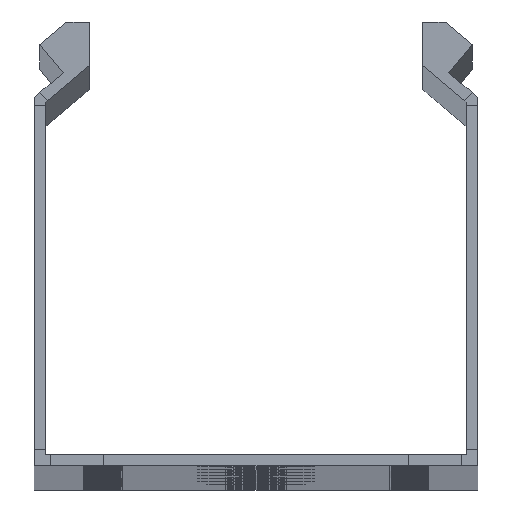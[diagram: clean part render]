
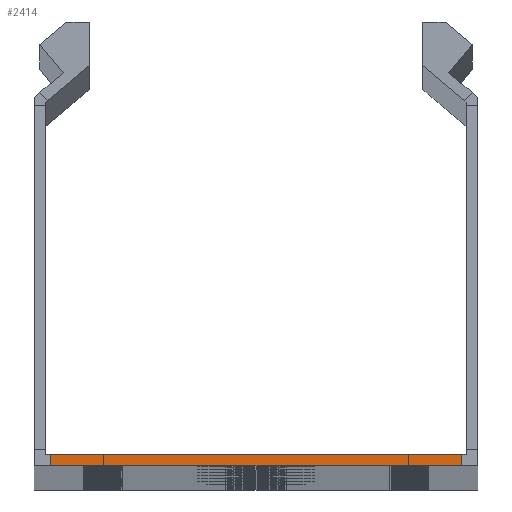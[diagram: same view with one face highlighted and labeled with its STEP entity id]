
A CAD part, top view. The second image highlights one B-rep face of the part: STEP entity #2414.
In plain terms, the highlighted planar face has unit normal (0, 0, 1).
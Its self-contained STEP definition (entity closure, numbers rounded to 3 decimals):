
#343 = EDGE_CURVE ( 'NONE', #52558, #9558, #11048, .T. ) ;
#2414 = ADVANCED_FACE ( 'NONE', ( #31935 ), #6161, .T. ) ;
#3086 = LINE ( 'NONE', #35784, #43982 ) ;
#4505 = ORIENTED_EDGE ( 'NONE', *, *, #51808, .F. ) ;
#5325 = DIRECTION ( 'NONE',  ( 0., -1., 0. ) ) ;
#5495 = EDGE_CURVE ( 'NONE', #10311, #52684, #3086, .T. ) ;
#6161 = PLANE ( 'NONE',  #32959 ) ;
#6541 = DIRECTION ( 'NONE',  ( 0., 0., 1. ) ) ;
#7428 = ORIENTED_EDGE ( 'NONE', *, *, #25427, .T. ) ;
#9558 = VERTEX_POINT ( 'NONE', #41484 ) ;
#10311 = VERTEX_POINT ( 'NONE', #50455 ) ;
#11048 = LINE ( 'NONE', #34393, #44413 ) ;
#14142 = CARTESIAN_POINT ( 'NONE',  ( -37., 0., 1250. ) ) ;
#15380 = CARTESIAN_POINT ( 'NONE',  ( -40., 2., 1250. ) ) ;
#19313 = ORIENTED_EDGE ( 'NONE', *, *, #5495, .T. ) ;
#23534 = DIRECTION ( 'NONE',  ( 1., 0., 0. ) ) ;
#24091 = CARTESIAN_POINT ( 'NONE',  ( 38., 3., 1250. ) ) ;
#24571 = DIRECTION ( 'NONE',  ( -1., 0., 0. ) ) ;
#24819 = EDGE_LOOP ( 'NONE', ( #4505, #38122, #7428, #19313 ) ) ;
#25427 = EDGE_CURVE ( 'NONE', #9558, #10311, #47608, .T. ) ;
#25860 = VECTOR ( 'NONE', #24571, 1000. ) ;
#26036 = DIRECTION ( 'NONE',  ( 0., 1., 0. ) ) ;
#31935 = FACE_OUTER_BOUND ( 'NONE', #24819, .T. ) ;
#32959 = AXIS2_PLACEMENT_3D ( 'NONE', #24091, #6541, #23534 ) ;
#33696 = CARTESIAN_POINT ( 'NONE',  ( -40., 0., 1250. ) ) ;
#34393 = CARTESIAN_POINT ( 'NONE',  ( 37., 0., 1250. ) ) ;
#34906 = LINE ( 'NONE', #33696, #37646 ) ;
#35784 = CARTESIAN_POINT ( 'NONE',  ( -37., 2., 1250. ) ) ;
#37646 = VECTOR ( 'NONE', #46620, 1000. ) ;
#38122 = ORIENTED_EDGE ( 'NONE', *, *, #343, .T. ) ;
#41484 = CARTESIAN_POINT ( 'NONE',  ( 37., 2., 1250. ) ) ;
#43710 = CARTESIAN_POINT ( 'NONE',  ( 37., 0., 1250. ) ) ;
#43982 = VECTOR ( 'NONE', #5325, 1000. ) ;
#44413 = VECTOR ( 'NONE', #26036, 1000. ) ;
#46620 = DIRECTION ( 'NONE',  ( -1., 0., 0. ) ) ;
#47608 = LINE ( 'NONE', #15380, #25860 ) ;
#50455 = CARTESIAN_POINT ( 'NONE',  ( -37., 2., 1250. ) ) ;
#51808 = EDGE_CURVE ( 'NONE', #52558, #52684, #34906, .T. ) ;
#52558 = VERTEX_POINT ( 'NONE', #43710 ) ;
#52684 = VERTEX_POINT ( 'NONE', #14142 ) ;
